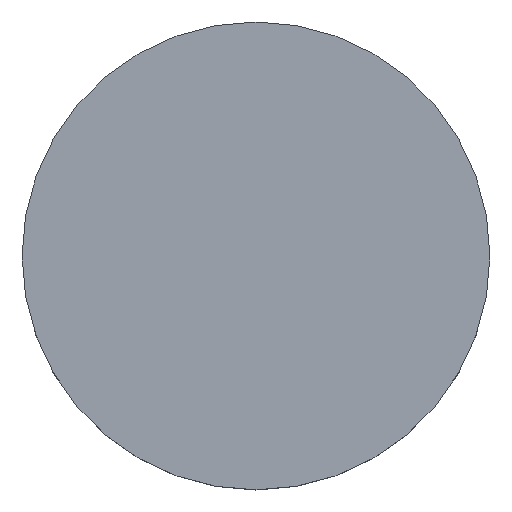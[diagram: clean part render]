
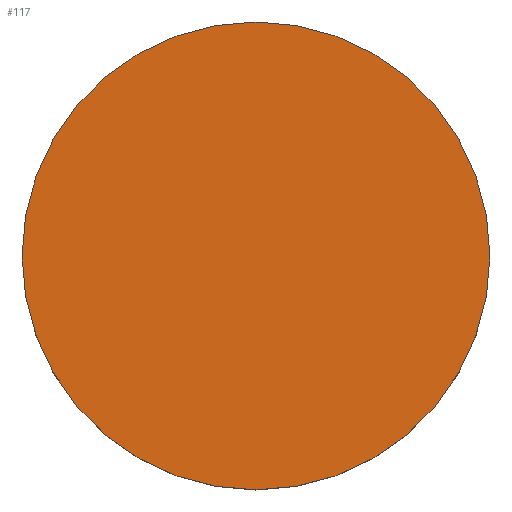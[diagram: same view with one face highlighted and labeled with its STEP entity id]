
A CAD part, top view. The second image highlights one B-rep face of the part: STEP entity #117.
In plain terms, the highlighted planar face has unit normal (0, 0, 1).
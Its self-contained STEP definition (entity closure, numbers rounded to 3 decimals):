
#6 = DIRECTION ( 'NONE',  ( 0., 0., 1. ) ) ;
#11 = AXIS2_PLACEMENT_3D ( 'NONE', #52, #116, #40 ) ;
#16 = DIRECTION ( 'NONE',  ( 1., 0., 0. ) ) ;
#27 = CARTESIAN_POINT ( 'NONE',  ( 0., 0., 0.5 ) ) ;
#28 = PLANE ( 'NONE',  #109 ) ;
#30 = EDGE_CURVE ( 'NONE', #39, #120, #98, .T. ) ;
#39 = VERTEX_POINT ( 'NONE', #75 ) ;
#40 = DIRECTION ( 'NONE',  ( 1., 0., 0. ) ) ;
#52 = CARTESIAN_POINT ( 'NONE',  ( 0., 0., 0.5 ) ) ;
#66 = ORIENTED_EDGE ( 'NONE', *, *, #30, .T. ) ;
#72 = DIRECTION ( 'NONE',  ( 1., 0., 0. ) ) ;
#73 = CARTESIAN_POINT ( 'NONE',  ( 0., 0., 0.5 ) ) ;
#75 = CARTESIAN_POINT ( 'NONE',  ( 1.5, 0., 0.5 ) ) ;
#80 = CIRCLE ( 'NONE', #85, 1.5 ) ;
#85 = AXIS2_PLACEMENT_3D ( 'NONE', #27, #90, #16 ) ;
#90 = DIRECTION ( 'NONE',  ( 0., 0., 1. ) ) ;
#96 = ORIENTED_EDGE ( 'NONE', *, *, #122, .T. ) ;
#98 = CIRCLE ( 'NONE', #11, 1.5 ) ;
#109 = AXIS2_PLACEMENT_3D ( 'NONE', #73, #6, #72 ) ;
#114 = CARTESIAN_POINT ( 'NONE',  ( -1.5, 0., 0.5 ) ) ;
#116 = DIRECTION ( 'NONE',  ( 0., 0., 1. ) ) ;
#117 = ADVANCED_FACE ( 'NONE', ( #133 ), #28, .T. ) ;
#120 = VERTEX_POINT ( 'NONE', #114 ) ;
#121 = EDGE_LOOP ( 'NONE', ( #96, #66 ) ) ;
#122 = EDGE_CURVE ( 'NONE', #120, #39, #80, .T. ) ;
#133 = FACE_OUTER_BOUND ( 'NONE', #121, .T. ) ;
